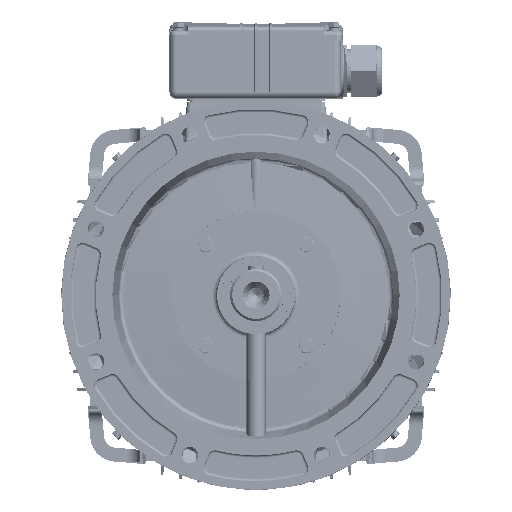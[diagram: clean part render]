
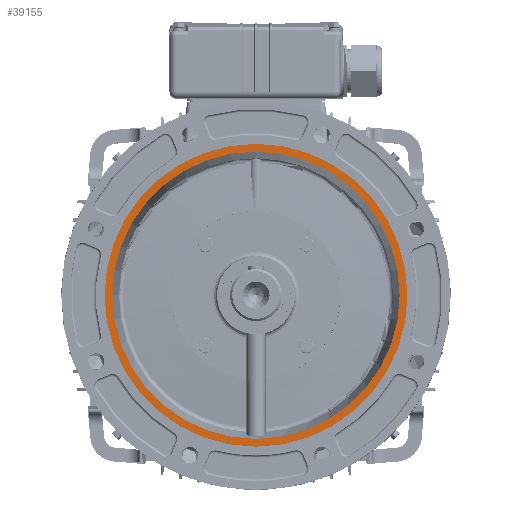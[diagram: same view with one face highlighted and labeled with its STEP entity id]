
A CAD part, top view. The second image highlights one B-rep face of the part: STEP entity #39155.
In plain terms, the highlighted planar face has unit normal (0, 0, 1).
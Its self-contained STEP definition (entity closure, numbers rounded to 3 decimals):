
#8221 = FACE_BOUND ( 'NONE', #70122, .T. ) ;
#8227 = AXIS2_PLACEMENT_3D ( 'NONE', #247676, #247678, #247680 ) ;
#33745 = CARTESIAN_POINT ( 'NONE',  ( 0., 175., 297. ) ) ;
#33746 = CARTESIAN_POINT ( 'NONE',  ( 0., -175., 297. ) ) ;
#33863 = CARTESIAN_POINT ( 'NONE',  ( 0., 166., 297. ) ) ;
#33864 = CARTESIAN_POINT ( 'NONE',  ( 0., -166., 297. ) ) ;
#39155 = ADVANCED_FACE ( 'NONE', ( #96708, #8221 ), #247674, .T. ) ;
#51895 = VERTEX_POINT ( 'NONE', #33745 ) ;
#51897 = VERTEX_POINT ( 'NONE', #33746 ) ;
#52236 = VERTEX_POINT ( 'NONE', #33863 ) ;
#52239 = VERTEX_POINT ( 'NONE', #33864 ) ;
#59747 = CIRCLE ( 'NONE', #111431, 175. ) ;
#59833 = CIRCLE ( 'NONE', #111731, 166. ) ;
#59937 = CIRCLE ( 'NONE', #112051, 166. ) ;
#60122 = CIRCLE ( 'NONE', #153936, 175. ) ;
#70120 = EDGE_LOOP ( 'NONE', ( #164352, #164359 ) ) ;
#70122 = EDGE_LOOP ( 'NONE', ( #164345, #164362 ) ) ;
#96708 = FACE_OUTER_BOUND ( 'NONE', #70120, .T. ) ;
#111431 = AXIS2_PLACEMENT_3D ( 'NONE', #113663, #113665, #113667 ) ;
#111731 = AXIS2_PLACEMENT_3D ( 'NONE', #114527, #114529, #114531 ) ;
#112051 = AXIS2_PLACEMENT_3D ( 'NONE', #135305, #135307, #135309 ) ;
#113663 = CARTESIAN_POINT ( 'NONE',  ( 0., 0., 297. ) ) ;
#113665 = DIRECTION ( 'NONE',  ( 0., 0., -1. ) ) ;
#113667 = DIRECTION ( 'NONE',  ( 0., -1., 0. ) ) ;
#114527 = CARTESIAN_POINT ( 'NONE',  ( 0., 0., 297. ) ) ;
#114529 = DIRECTION ( 'NONE',  ( 0., 0., -1. ) ) ;
#114531 = DIRECTION ( 'NONE',  ( 0., -1., 0. ) ) ;
#135305 = CARTESIAN_POINT ( 'NONE',  ( 0., 0., 297. ) ) ;
#135307 = DIRECTION ( 'NONE',  ( 0., 0., -1. ) ) ;
#135309 = DIRECTION ( 'NONE',  ( 0., -1., 0. ) ) ;
#141076 = EDGE_CURVE ( 'NONE', #51895, #51897, #59747, .T. ) ;
#141204 = EDGE_CURVE ( 'NONE', #52239, #52236, #59833, .T. ) ;
#141516 = EDGE_CURVE ( 'NONE', #52236, #52239, #59937, .T. ) ;
#153936 = AXIS2_PLACEMENT_3D ( 'NONE', #185690, #185703, #185704 ) ;
#159675 = EDGE_CURVE ( 'NONE', #51897, #51895, #60122, .T. ) ;
#164345 = ORIENTED_EDGE ( 'NONE', *, *, #141204, .T. ) ;
#164352 = ORIENTED_EDGE ( 'NONE', *, *, #159675, .F. ) ;
#164359 = ORIENTED_EDGE ( 'NONE', *, *, #141076, .F. ) ;
#164362 = ORIENTED_EDGE ( 'NONE', *, *, #141516, .T. ) ;
#185690 = CARTESIAN_POINT ( 'NONE',  ( 0., 0., 297. ) ) ;
#185703 = DIRECTION ( 'NONE',  ( 0., 0., -1. ) ) ;
#185704 = DIRECTION ( 'NONE',  ( 0., -1., 0. ) ) ;
#247674 = PLANE ( 'NONE',  #8227 ) ;
#247676 = CARTESIAN_POINT ( 'NONE',  ( 0., 0., 297. ) ) ;
#247678 = DIRECTION ( 'NONE',  ( 0., 0., 1. ) ) ;
#247680 = DIRECTION ( 'NONE',  ( 0., -1., 0. ) ) ;
